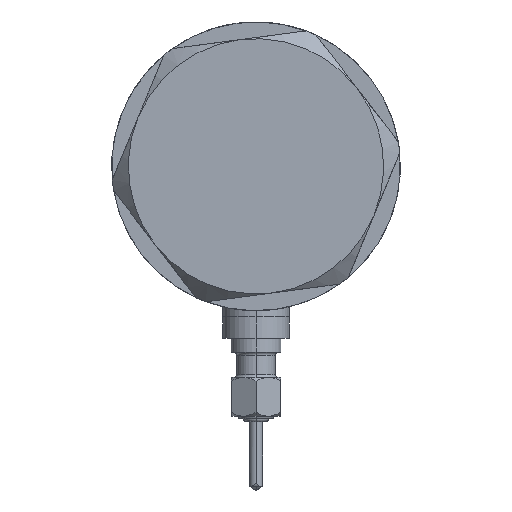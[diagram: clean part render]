
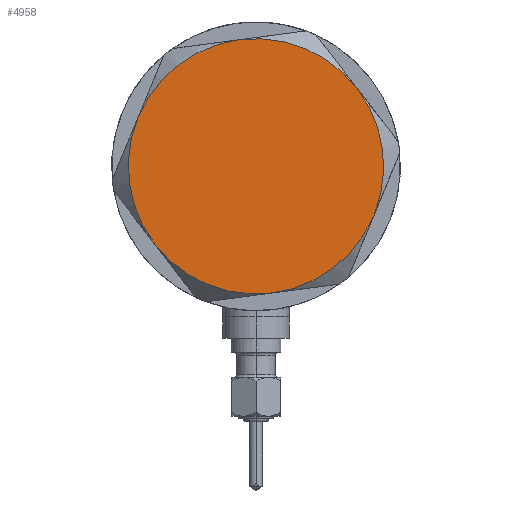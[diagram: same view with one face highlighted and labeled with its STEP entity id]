
A CAD part, left-side view. The second image highlights one B-rep face of the part: STEP entity #4958.
In plain terms, the highlighted face is planar.
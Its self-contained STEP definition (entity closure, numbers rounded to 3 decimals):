
#64 = VERTEX_POINT ( 'NONE', #5424 ) ;
#425 = DIRECTION ( 'NONE',  ( 1., 0., 0. ) ) ;
#712 = EDGE_CURVE ( 'NONE', #6463, #5574, #4186, .T. ) ;
#1192 = CARTESIAN_POINT ( 'NONE',  ( 11.5, -19.919, 7. ) ) ;
#1313 = EDGE_CURVE ( 'NONE', #64, #3710, #4193, .T. ) ;
#1379 = DIRECTION ( 'NONE',  ( 0., 0., 1. ) ) ;
#1461 = CARTESIAN_POINT ( 'NONE',  ( 0., 0., 7. ) ) ;
#1511 = DIRECTION ( 'NONE',  ( 1., 0., 0. ) ) ;
#1534 = EDGE_CURVE ( 'NONE', #2902, #5192, #3017, .T. ) ;
#1722 = DIRECTION ( 'NONE',  ( 1., 0., 0. ) ) ;
#1727 = DIRECTION ( 'NONE',  ( 1., 0., 0. ) ) ;
#1731 = ORIENTED_EDGE ( 'NONE', *, *, #2666, .T. ) ;
#1752 = CARTESIAN_POINT ( 'NONE',  ( 0., 0., 7. ) ) ;
#2046 = DIRECTION ( 'NONE',  ( 0., 0., 1. ) ) ;
#2137 = EDGE_LOOP ( 'NONE', ( #4563, #3815, #1731, #2790, #3301, #3917 ) ) ;
#2150 = AXIS2_PLACEMENT_3D ( 'NONE', #4555, #3052, #1511 ) ;
#2326 = DIRECTION ( 'NONE',  ( 0., 0., 1. ) ) ;
#2420 = DIRECTION ( 'NONE',  ( 1., 0., 0. ) ) ;
#2437 = FACE_OUTER_BOUND ( 'NONE', #2137, .T. ) ;
#2666 = EDGE_CURVE ( 'NONE', #5574, #64, #3473, .T. ) ;
#2751 = AXIS2_PLACEMENT_3D ( 'NONE', #1461, #3915, #425 ) ;
#2790 = ORIENTED_EDGE ( 'NONE', *, *, #1313, .T. ) ;
#2902 = VERTEX_POINT ( 'NONE', #3700 ) ;
#2989 = CARTESIAN_POINT ( 'NONE',  ( 0., 0., 7. ) ) ;
#3002 = CARTESIAN_POINT ( 'NONE',  ( 0., 0., 7. ) ) ;
#3017 = CIRCLE ( 'NONE', #5153, 23. ) ;
#3052 = DIRECTION ( 'NONE',  ( 0., 0., 1. ) ) ;
#3284 = AXIS2_PLACEMENT_3D ( 'NONE', #6289, #1379, #2420 ) ;
#3301 = ORIENTED_EDGE ( 'NONE', *, *, #5596, .T. ) ;
#3473 = CIRCLE ( 'NONE', #4964, 23. ) ;
#3700 = CARTESIAN_POINT ( 'NONE',  ( -11.5, -19.919, 7. ) ) ;
#3710 = VERTEX_POINT ( 'NONE', #3741 ) ;
#3741 = CARTESIAN_POINT ( 'NONE',  ( -23., 0., 7. ) ) ;
#3787 = CARTESIAN_POINT ( 'NONE',  ( 23., 0., 7. ) ) ;
#3815 = ORIENTED_EDGE ( 'NONE', *, *, #712, .T. ) ;
#3875 = CARTESIAN_POINT ( 'NONE',  ( 0., 0., 7. ) ) ;
#3905 = DIRECTION ( 'NONE',  ( 1., 0., 0. ) ) ;
#3915 = DIRECTION ( 'NONE',  ( 0., 0., 1. ) ) ;
#3917 = ORIENTED_EDGE ( 'NONE', *, *, #1534, .T. ) ;
#4186 = CIRCLE ( 'NONE', #2150, 23. ) ;
#4193 = CIRCLE ( 'NONE', #4721, 23. ) ;
#4405 = DIRECTION ( 'NONE',  ( 0., 0., 1. ) ) ;
#4555 = CARTESIAN_POINT ( 'NONE',  ( 0., 0., 7. ) ) ;
#4563 = ORIENTED_EDGE ( 'NONE', *, *, #5143, .T. ) ;
#4721 = AXIS2_PLACEMENT_3D ( 'NONE', #3875, #6386, #1727 ) ;
#4958 = ADVANCED_FACE ( 'NONE', ( #2437 ), #6559, .T. ) ;
#4964 = AXIS2_PLACEMENT_3D ( 'NONE', #1752, #2326, #1722 ) ;
#5143 = EDGE_CURVE ( 'NONE', #5192, #6463, #6282, .T. ) ;
#5153 = AXIS2_PLACEMENT_3D ( 'NONE', #3002, #4405, #3905 ) ;
#5192 = VERTEX_POINT ( 'NONE', #1192 ) ;
#5424 = CARTESIAN_POINT ( 'NONE',  ( -11.5, 19.919, 7. ) ) ;
#5530 = DIRECTION ( 'NONE',  ( 1., 0., 0. ) ) ;
#5574 = VERTEX_POINT ( 'NONE', #6440 ) ;
#5596 = EDGE_CURVE ( 'NONE', #3710, #2902, #6500, .T. ) ;
#5865 = AXIS2_PLACEMENT_3D ( 'NONE', #2989, #2046, #5530 ) ;
#6282 = CIRCLE ( 'NONE', #3284, 23. ) ;
#6289 = CARTESIAN_POINT ( 'NONE',  ( 0., 0., 7. ) ) ;
#6386 = DIRECTION ( 'NONE',  ( 0., 0., 1. ) ) ;
#6440 = CARTESIAN_POINT ( 'NONE',  ( 11.5, 19.919, 7. ) ) ;
#6463 = VERTEX_POINT ( 'NONE', #3787 ) ;
#6500 = CIRCLE ( 'NONE', #5865, 23. ) ;
#6559 = PLANE ( 'NONE',  #2751 ) ;
